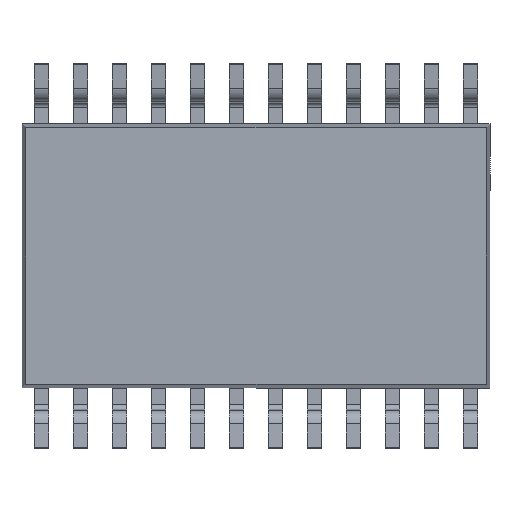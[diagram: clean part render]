
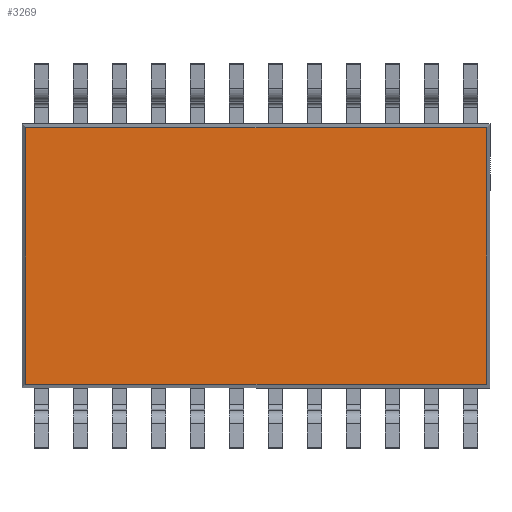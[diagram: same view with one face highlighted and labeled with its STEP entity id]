
A CAD part, front view. The second image highlights one B-rep face of the part: STEP entity #3269.
In plain terms, the highlighted planar face has unit normal (0, -1, 0).
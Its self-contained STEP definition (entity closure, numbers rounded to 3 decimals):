
#60 = FACE_OUTER_BOUND ( 'NONE', #6978, .T. ) ;
#239 = ORIENTED_EDGE ( 'NONE', *, *, #10705, .T. ) ;
#618 = VECTOR ( 'NONE', #1686, 1000. ) ;
#688 = VERTEX_POINT ( 'NONE', #10475 ) ;
#1614 = CARTESIAN_POINT ( 'NONE',  ( 3.841, 0.15, -2.2 ) ) ;
#1686 = DIRECTION ( 'NONE',  ( 1., 0., 0. ) ) ;
#1902 = CARTESIAN_POINT ( 'NONE',  ( 3.841, 0.15, -2.141 ) ) ;
#1933 = LINE ( 'NONE', #9741, #3665 ) ;
#2068 = CARTESIAN_POINT ( 'NONE',  ( 3.9, 0.15, 2.141 ) ) ;
#2344 = DIRECTION ( 'NONE',  ( 0., 0., -1. ) ) ;
#2460 = EDGE_CURVE ( 'NONE', #10572, #2767, #8763, .T. ) ;
#2767 = VERTEX_POINT ( 'NONE', #1902 ) ;
#3093 = PLANE ( 'NONE',  #6573 ) ;
#3269 = ADVANCED_FACE ( 'NONE', ( #60 ), #3093, .T. ) ;
#3529 = VERTEX_POINT ( 'NONE', #4197 ) ;
#3665 = VECTOR ( 'NONE', #6331, 1000. ) ;
#4197 = CARTESIAN_POINT ( 'NONE',  ( 3.841, 0.15, 2.141 ) ) ;
#5800 = DIRECTION ( 'NONE',  ( 0., 0., 1. ) ) ;
#5802 = DIRECTION ( 'NONE',  ( 0., -1., 0. ) ) ;
#6321 = LINE ( 'NONE', #1614, #10575 ) ;
#6331 = DIRECTION ( 'NONE',  ( 0., 0., -1. ) ) ;
#6573 = AXIS2_PLACEMENT_3D ( 'NONE', #7365, #5802, #2344 ) ;
#6975 = EDGE_CURVE ( 'NONE', #3529, #688, #10074, .T. ) ;
#6978 = EDGE_LOOP ( 'NONE', ( #9474, #239, #8365, #10522 ) ) ;
#7008 = EDGE_CURVE ( 'NONE', #688, #10572, #1933, .T. ) ;
#7365 = CARTESIAN_POINT ( 'NONE',  ( 0., 0.15, 0. ) ) ;
#8365 = ORIENTED_EDGE ( 'NONE', *, *, #6975, .T. ) ;
#8763 = LINE ( 'NONE', #10225, #618 ) ;
#9073 = CARTESIAN_POINT ( 'NONE',  ( -3.841, 0.15, -2.141 ) ) ;
#9474 = ORIENTED_EDGE ( 'NONE', *, *, #2460, .T. ) ;
#9651 = DIRECTION ( 'NONE',  ( -1., 0., 0. ) ) ;
#9741 = CARTESIAN_POINT ( 'NONE',  ( -3.841, 0.15, 2.2 ) ) ;
#10074 = LINE ( 'NONE', #2068, #10210 ) ;
#10210 = VECTOR ( 'NONE', #9651, 1000. ) ;
#10225 = CARTESIAN_POINT ( 'NONE',  ( -3.9, 0.15, -2.141 ) ) ;
#10475 = CARTESIAN_POINT ( 'NONE',  ( -3.841, 0.15, 2.141 ) ) ;
#10522 = ORIENTED_EDGE ( 'NONE', *, *, #7008, .T. ) ;
#10572 = VERTEX_POINT ( 'NONE', #9073 ) ;
#10575 = VECTOR ( 'NONE', #5800, 1000. ) ;
#10705 = EDGE_CURVE ( 'NONE', #2767, #3529, #6321, .T. ) ;
